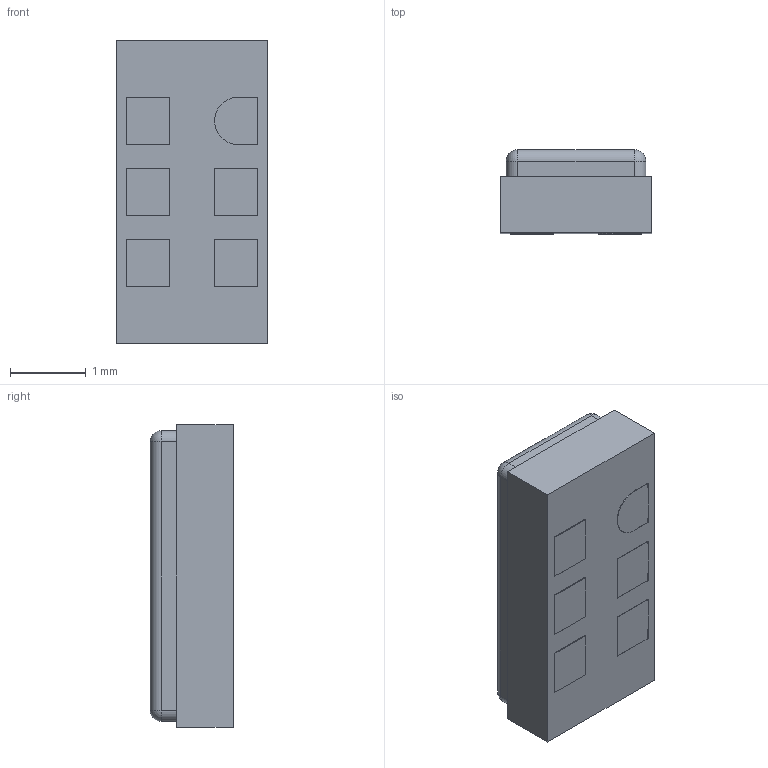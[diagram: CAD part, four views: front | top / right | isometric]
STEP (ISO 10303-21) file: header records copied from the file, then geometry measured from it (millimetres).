
FILE_DESCRIPTION (( 'STEP AP214' ), '1' );
FILE_NAME ('SPG08P4HM4H-1.STEP', '2023-11-01T08:34:48', ( '' ), ( '' ), 'SwSTEP 2.0', 'SolidWorks 2021', '' );
FILE_SCHEMA (( 'AUTOMOTIVE_DESIGN' ));
Length unit declared in the file: millimetre
Products named in the file (1): SPG08P4HM4H-1
Bounding box: 2 x 1.11 x 4 mm (x, y, z)
Volume: 8.4 mm3; surface area: 28.6 mm2
Topology: 1 solids, 1 shells, 58 faces, 136 edges, 84 vertices
Faces by surface type: plane 42, cylinder 12, sphere 4
Entity records: 2210 total; most frequent: CARTESIAN_POINT 275, DIRECTION 274, ORIENTED_EDGE 264, EDGE_CURVE 132, LINE 108, VECTOR 108, VERTEX_POINT 84, AXIS2_PLACEMENT_3D 83
